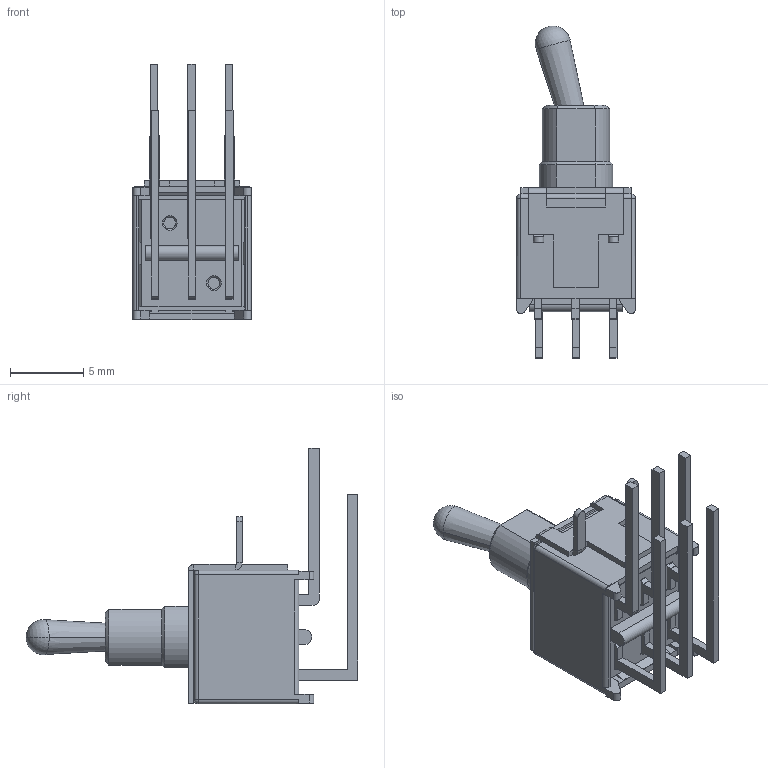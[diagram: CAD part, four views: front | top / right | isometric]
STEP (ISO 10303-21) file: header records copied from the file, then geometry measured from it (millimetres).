
FILE_DESCRIPTION((''),'2;1');
FILE_NAME('TL46W005000_ASM','2011-03-23T',('snouilhan'),(''),'PRO/ENGINEER BY PARAMETRIC TECHNOLOGY CORPORATION, 2009440','PRO/ENGINEER BY PARAMETRIC TECHNOLOGY CORPORATION, 2009440','');
FILE_SCHEMA(('CONFIG_CONTROL_DESIGN'));
Length unit declared in the file: millimetre
Products named in the file (7): 0T423090; 0T434590; 0T264098; 0T232090W0; 0T232090W0LG; 0T121390; TL46W005000_ASM
Assembly tree (10 placements, depth 2):
  TL46W005000_ASM
    0T423090
    0T434590
    0T264098
    0T232090W0  x3
    0T232090W0LG  x3
    0T121390
Bounding box: 8.1 x 22.61 x 17.43 mm (x, y, z)
Volume: 457 mm3; surface area: 1650.2 mm2
Topology: 10 solids, 10 shells, 533 faces, 1399 edges, 891 vertices
Faces by surface type: plane 437, cylinder 66, cone 20, sphere 8, torus 2
Entity records: 13655 total; most frequent: CARTESIAN_POINT 2546, ORIENTED_EDGE 2302, DIRECTION 2201, EDGE_CURVE 1151, VECTOR 985, LINE 985, VERTEX_POINT 727, AXIS2_PLACEMENT_3D 608
